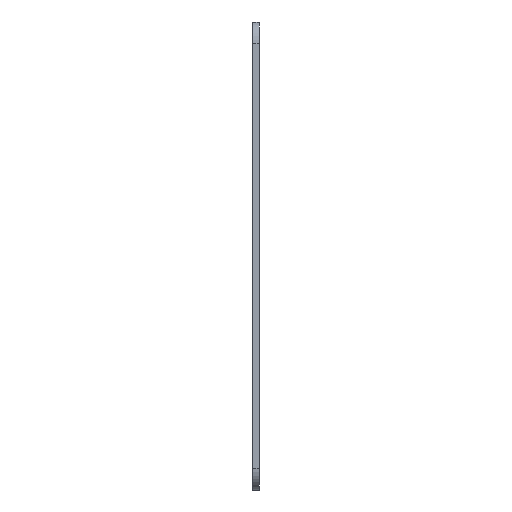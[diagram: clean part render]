
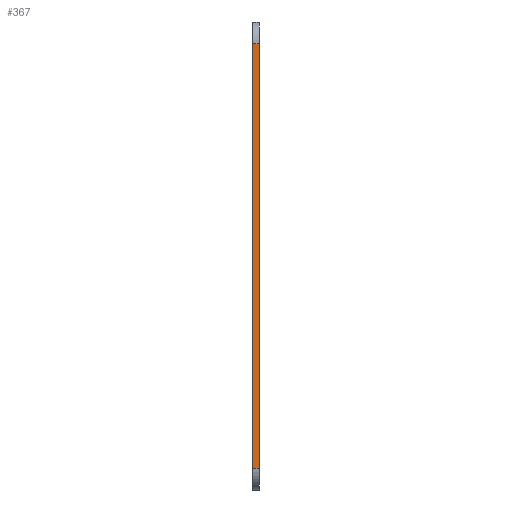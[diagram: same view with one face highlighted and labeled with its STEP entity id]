
A CAD part, left-side view. The second image highlights one B-rep face of the part: STEP entity #367.
In plain terms, the highlighted planar face has unit normal (-1, 0, 0).
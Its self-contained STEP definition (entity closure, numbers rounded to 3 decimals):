
#367=ADVANCED_FACE('',(#2149),#1266,.T.);
#1266=PLANE('',#19240);
#2149=FACE_OUTER_BOUND('',#3189,.T.);
#3189=EDGE_LOOP('',(#5979,#5980,#5981,#5982));
#5979=ORIENTED_EDGE('',*,*,#13029,.T.);
#5980=ORIENTED_EDGE('',*,*,#11294,.T.);
#5981=ORIENTED_EDGE('',*,*,#11746,.F.);
#5982=ORIENTED_EDGE('',*,*,#11296,.T.);
#9476=VERTEX_POINT('',#24779);
#9478=VERTEX_POINT('',#24783);
#9479=VERTEX_POINT('',#24787);
#9481=VERTEX_POINT('',#24790);
#11294=EDGE_CURVE('',#9476,#9478,#13968,.T.);
#11296=EDGE_CURVE('',#9481,#9479,#13969,.T.);
#11746=EDGE_CURVE('',#9481,#9478,#14407,.T.);
#13029=EDGE_CURVE('',#9479,#9476,#15684,.T.);
#13968=LINE('',#24784,#16612);
#13969=LINE('',#24789,#16613);
#14407=LINE('',#25689,#17051);
#15684=LINE('',#28252,#18328);
#16612=VECTOR('',#20245,1.);
#16613=VECTOR('',#20250,1.);
#17051=VECTOR('',#20716,1.);
#18328=VECTOR('',#22007,1.);
#19240=AXIS2_PLACEMENT_3D('',#28265,#22024,#22025);
#20245=DIRECTION('',(0.,1.,0.));
#20250=DIRECTION('',(0.,-1.,0.));
#20716=DIRECTION('',(0.,0.,1.));
#22007=DIRECTION('',(0.,0.,1.));
#22024=DIRECTION('',(-1.,0.,0.));
#22025=DIRECTION('',(0.,0.,-1.));
#24779=CARTESIAN_POINT('',(0.,-1.588,-5.));
#24783=CARTESIAN_POINT('',(0.,0.,-5.));
#24784=CARTESIAN_POINT('',(0.,-1.588,-5.));
#24787=CARTESIAN_POINT('',(0.,-1.588,-103.));
#24789=CARTESIAN_POINT('',(0.,-1.588,-103.));
#24790=CARTESIAN_POINT('',(0.,0.,-103.));
#25689=CARTESIAN_POINT('',(0.,0.,0.));
#28252=CARTESIAN_POINT('',(0.,-1.588,0.));
#28265=CARTESIAN_POINT('',(0.,-1.588,0.));
